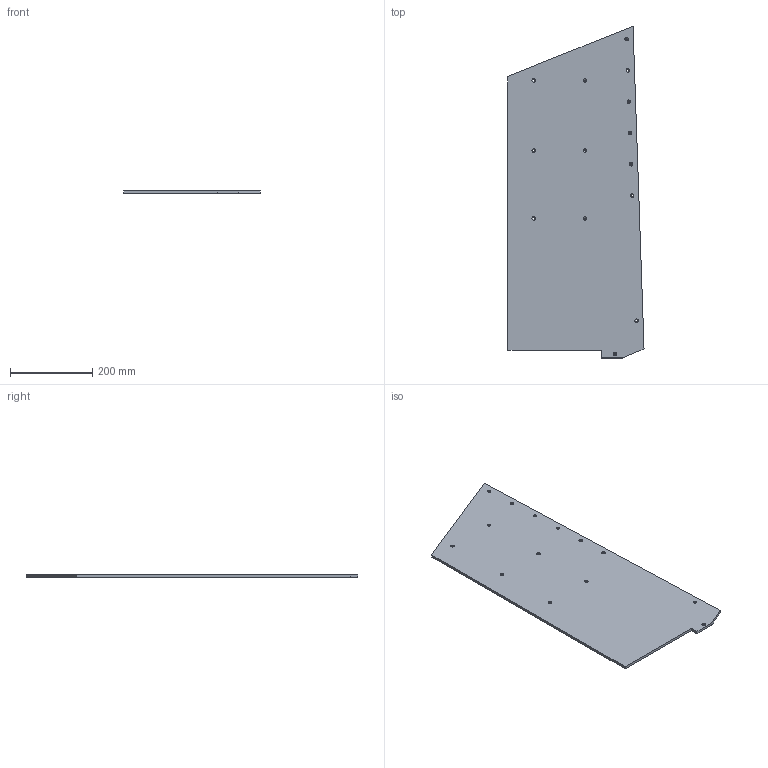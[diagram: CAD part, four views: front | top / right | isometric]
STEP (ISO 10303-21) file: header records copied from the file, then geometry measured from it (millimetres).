
FILE_DESCRIPTION (( 'STEP AP214' ), '1' );
FILE_NAME ('Left Console Inboard Wall.STEP', '2021-09-09T18:55:54', ( '' ), ( '' ), 'SwSTEP 2.0', 'SolidWorks 2019', '' );
FILE_SCHEMA (( 'AUTOMOTIVE_DESIGN' ));
Length unit declared in the file: inch
Products named in the file (1): Left Console Inboard Wall
Bounding box: 331.22 x 808.21 x 6.35 mm (x, y, z)
Volume: 1480833.5 mm3; surface area: 481288.2 mm2
Topology: 1 solids, 1 shells, 65 faces, 163 edges, 100 vertices
Faces by surface type: cone 28, cylinder 28, plane 9
Entity records: 2049 total; most frequent: DIRECTION 379, CARTESIAN_POINT 329, ORIENTED_EDGE 326, EDGE_CURVE 163, AXIS2_PLACEMENT_3D 150, VERTEX_POINT 100, EDGE_LOOP 93, CIRCLE 84
